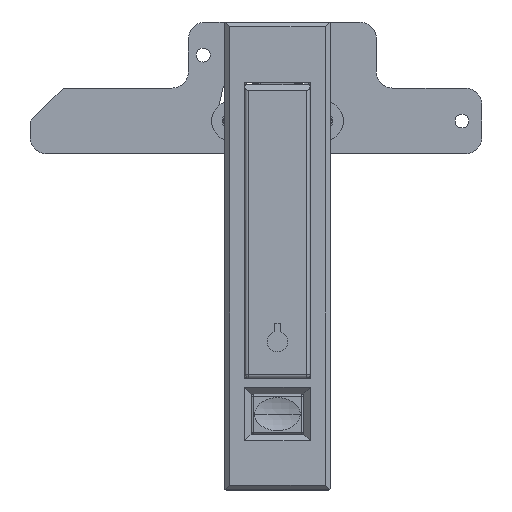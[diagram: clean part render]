
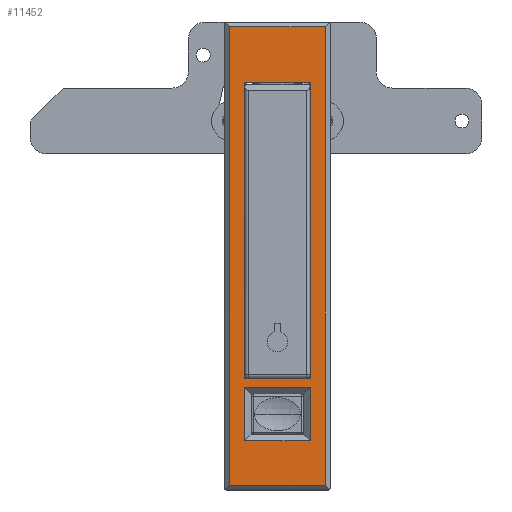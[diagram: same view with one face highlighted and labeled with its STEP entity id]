
A CAD part, top view. The second image highlights one B-rep face of the part: STEP entity #11452.
In plain terms, the highlighted planar face has unit normal (0, 0, 1).
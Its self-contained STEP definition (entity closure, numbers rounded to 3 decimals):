
#235 = LINE ( 'NONE', #14323, #6442 ) ;
#268 = ORIENTED_EDGE ( 'NONE', *, *, #3841, .T. ) ;
#287 = CARTESIAN_POINT ( 'NONE',  ( 10., -80.9, 3. ) ) ;
#365 = CARTESIAN_POINT ( 'NONE',  ( 14.5, -110.5, 3. ) ) ;
#399 = LINE ( 'NONE', #14471, #2815 ) ;
#461 = VERTEX_POINT ( 'NONE', #8655 ) ;
#585 = CARTESIAN_POINT ( 'NONE',  ( -14.5, 0., 3. ) ) ;
#1025 = EDGE_CURVE ( 'NONE', #14045, #4248, #12351, .T. ) ;
#1414 = ORIENTED_EDGE ( 'NONE', *, *, #9754, .T. ) ;
#1503 = ORIENTED_EDGE ( 'NONE', *, *, #10517, .F. ) ;
#1990 = DIRECTION ( 'NONE',  ( 1., 0., 0. ) ) ;
#2096 = LINE ( 'NONE', #11385, #10130 ) ;
#2130 = DIRECTION ( 'NONE',  ( -1., 0., 0. ) ) ;
#2186 = LINE ( 'NONE', #585, #4281 ) ;
#2244 = DIRECTION ( 'NONE',  ( -1., 0., 0. ) ) ;
#2439 = VECTOR ( 'NONE', #8797, 1000. ) ;
#2595 = EDGE_CURVE ( 'NONE', #9738, #8434, #6141, .T. ) ;
#2815 = VECTOR ( 'NONE', #12884, 1000. ) ;
#2854 = ORIENTED_EDGE ( 'NONE', *, *, #1025, .T. ) ;
#2864 = CARTESIAN_POINT ( 'NONE',  ( -10.1, -78.2, 3. ) ) ;
#2933 = DIRECTION ( 'NONE',  ( -1., 0., 0. ) ) ;
#3053 = EDGE_CURVE ( 'NONE', #7107, #12565, #5212, .T. ) ;
#3295 = CARTESIAN_POINT ( 'NONE',  ( -14.5, -110.5, 3. ) ) ;
#3380 = ORIENTED_EDGE ( 'NONE', *, *, #6740, .F. ) ;
#3455 = EDGE_LOOP ( 'NONE', ( #7422, #268, #4907, #1414 ) ) ;
#3591 = CARTESIAN_POINT ( 'NONE',  ( 0., -80.9, 3. ) ) ;
#3674 = VERTEX_POINT ( 'NONE', #5705 ) ;
#3733 = DIRECTION ( 'NONE',  ( 0., 0., -1. ) ) ;
#3841 = EDGE_CURVE ( 'NONE', #12565, #9738, #7970, .T. ) ;
#3853 = CARTESIAN_POINT ( 'NONE',  ( 0., 28.5, 3. ) ) ;
#3890 = ORIENTED_EDGE ( 'NONE', *, *, #9595, .F. ) ;
#4161 = FACE_BOUND ( 'NONE', #10222, .T. ) ;
#4248 = VERTEX_POINT ( 'NONE', #365 ) ;
#4281 = VECTOR ( 'NONE', #14658, 1000. ) ;
#4327 = VECTOR ( 'NONE', #9163, 1000. ) ;
#4542 = DIRECTION ( 'NONE',  ( 0., -1., 0. ) ) ;
#4554 = CARTESIAN_POINT ( 'NONE',  ( 0., -97.1, 3. ) ) ;
#4907 = ORIENTED_EDGE ( 'NONE', *, *, #2595, .T. ) ;
#4973 = FACE_OUTER_BOUND ( 'NONE', #9764, .T. ) ;
#5121 = ORIENTED_EDGE ( 'NONE', *, *, #12461, .T. ) ;
#5212 = LINE ( 'NONE', #3591, #7880 ) ;
#5358 = CARTESIAN_POINT ( 'NONE',  ( 0., 0., 3. ) ) ;
#5472 = LINE ( 'NONE', #3853, #8607 ) ;
#5705 = CARTESIAN_POINT ( 'NONE',  ( 10.1, -78.2, 3. ) ) ;
#5794 = AXIS2_PLACEMENT_3D ( 'NONE', #5358, #3733, #2130 ) ;
#6053 = VECTOR ( 'NONE', #2933, 1000. ) ;
#6123 = VECTOR ( 'NONE', #14006, 1000. ) ;
#6128 = CARTESIAN_POINT ( 'NONE',  ( -10.1, 14., 3. ) ) ;
#6141 = LINE ( 'NONE', #4554, #6053 ) ;
#6189 = CARTESIAN_POINT ( 'NONE',  ( -10., -80.9, 3. ) ) ;
#6442 = VECTOR ( 'NONE', #12725, 1000. ) ;
#6515 = CARTESIAN_POINT ( 'NONE',  ( 14.5, 28.5, 3. ) ) ;
#6529 = CARTESIAN_POINT ( 'NONE',  ( -10., -97.1, 3. ) ) ;
#6599 = CARTESIAN_POINT ( 'NONE',  ( -14.5, 28.5, 3. ) ) ;
#6740 = EDGE_CURVE ( 'NONE', #7486, #3674, #235, .T. ) ;
#6931 = CARTESIAN_POINT ( 'NONE',  ( 10., -97.1, 3. ) ) ;
#7107 = VERTEX_POINT ( 'NONE', #6189 ) ;
#7422 = ORIENTED_EDGE ( 'NONE', *, *, #3053, .T. ) ;
#7486 = VERTEX_POINT ( 'NONE', #2864 ) ;
#7643 = CARTESIAN_POINT ( 'NONE',  ( -10.1, 11.5, 3. ) ) ;
#7751 = LINE ( 'NONE', #6128, #12551 ) ;
#7880 = VECTOR ( 'NONE', #1990, 1000. ) ;
#7970 = LINE ( 'NONE', #15587, #6123 ) ;
#8434 = VERTEX_POINT ( 'NONE', #6529 ) ;
#8607 = VECTOR ( 'NONE', #2244, 1000. ) ;
#8629 = VECTOR ( 'NONE', #10160, 1000. ) ;
#8655 = CARTESIAN_POINT ( 'NONE',  ( 10.1, 11.5, 3. ) ) ;
#8797 = DIRECTION ( 'NONE',  ( 0., -1., 0. ) ) ;
#8886 = VERTEX_POINT ( 'NONE', #6515 ) ;
#9163 = DIRECTION ( 'NONE',  ( 1., 0., 0. ) ) ;
#9595 = EDGE_CURVE ( 'NONE', #461, #10916, #399, .T. ) ;
#9738 = VERTEX_POINT ( 'NONE', #6931 ) ;
#9754 = EDGE_CURVE ( 'NONE', #8434, #7107, #2096, .T. ) ;
#9758 = DIRECTION ( 'NONE',  ( 0., 1., 0. ) ) ;
#9764 = EDGE_LOOP ( 'NONE', ( #13347, #5121, #2854, #13076 ) ) ;
#10130 = VECTOR ( 'NONE', #9758, 1000. ) ;
#10160 = DIRECTION ( 'NONE',  ( 0., 1., 0. ) ) ;
#10222 = EDGE_LOOP ( 'NONE', ( #1503, #3890, #13907, #3380 ) ) ;
#10419 = CARTESIAN_POINT ( 'NONE',  ( 10.1, 14., 3. ) ) ;
#10517 = EDGE_CURVE ( 'NONE', #10916, #7486, #7751, .T. ) ;
#10659 = EDGE_CURVE ( 'NONE', #8886, #11093, #5472, .T. ) ;
#10773 = CARTESIAN_POINT ( 'NONE',  ( 0., -110.5, 3. ) ) ;
#10916 = VERTEX_POINT ( 'NONE', #7643 ) ;
#11093 = VERTEX_POINT ( 'NONE', #6599 ) ;
#11385 = CARTESIAN_POINT ( 'NONE',  ( -10., 0., 3. ) ) ;
#11452 = ADVANCED_FACE ( 'NONE', ( #15390, #4161, #4973 ), #14984, .F. ) ;
#11758 = CARTESIAN_POINT ( 'NONE',  ( 14.5, 0., 3. ) ) ;
#11993 = LINE ( 'NONE', #10419, #2439 ) ;
#12344 = EDGE_CURVE ( 'NONE', #4248, #8886, #13343, .T. ) ;
#12351 = LINE ( 'NONE', #10773, #4327 ) ;
#12461 = EDGE_CURVE ( 'NONE', #11093, #14045, #2186, .T. ) ;
#12551 = VECTOR ( 'NONE', #4542, 1000. ) ;
#12565 = VERTEX_POINT ( 'NONE', #287 ) ;
#12725 = DIRECTION ( 'NONE',  ( 1., 0., 0. ) ) ;
#12792 = EDGE_CURVE ( 'NONE', #461, #3674, #11993, .T. ) ;
#12884 = DIRECTION ( 'NONE',  ( -1., 0., 0. ) ) ;
#13076 = ORIENTED_EDGE ( 'NONE', *, *, #12344, .T. ) ;
#13343 = LINE ( 'NONE', #11758, #8629 ) ;
#13347 = ORIENTED_EDGE ( 'NONE', *, *, #10659, .T. ) ;
#13907 = ORIENTED_EDGE ( 'NONE', *, *, #12792, .T. ) ;
#14006 = DIRECTION ( 'NONE',  ( 0., -1., 0. ) ) ;
#14045 = VERTEX_POINT ( 'NONE', #3295 ) ;
#14323 = CARTESIAN_POINT ( 'NONE',  ( -10.1, -78.2, 3. ) ) ;
#14471 = CARTESIAN_POINT ( 'NONE',  ( 10.1, 11.5, 3. ) ) ;
#14658 = DIRECTION ( 'NONE',  ( 0., -1., 0. ) ) ;
#14984 = PLANE ( 'NONE',  #5794 ) ;
#15390 = FACE_BOUND ( 'NONE', #3455, .T. ) ;
#15587 = CARTESIAN_POINT ( 'NONE',  ( 10., 0., 3. ) ) ;
